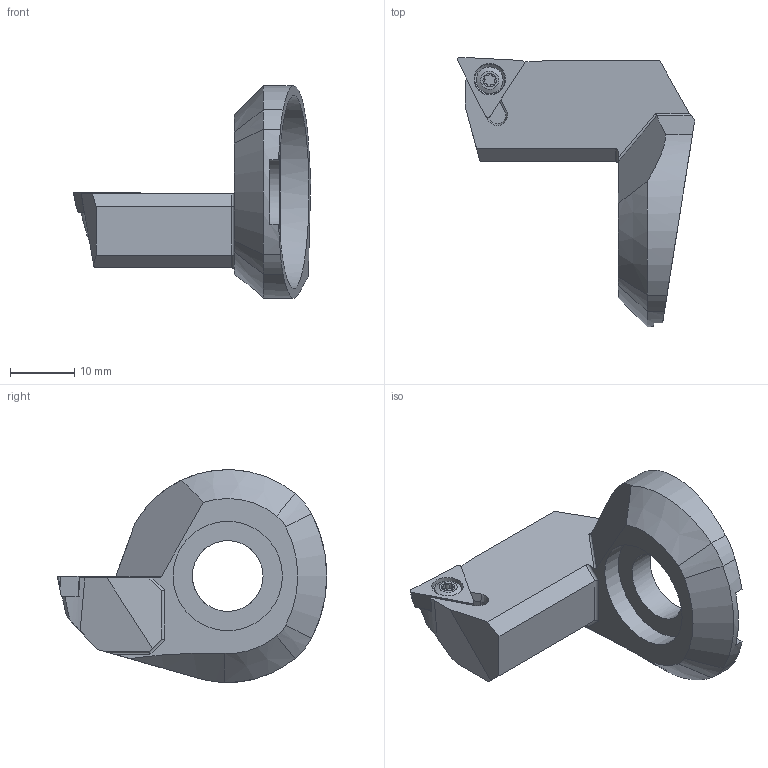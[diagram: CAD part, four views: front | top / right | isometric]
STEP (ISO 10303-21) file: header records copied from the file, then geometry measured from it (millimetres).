
FILE_DESCRIPTION(/* description */ ('STEP AP203'),/* implementation_level */ '2;1');
FILE_NAME(/* name */ 'FBH87-1.stp',/* time_stamp */ '2022-08-05T15:40:32+09:00',/* author */ ('KKK'),/* organization */ (''),/* preprocessor_version */ 'ST-DEVELOPER v18.1',/* originating_system */ 'Autodesk Inventor 2022',/* authorisation */ '');
FILE_SCHEMA (('AUTOMOTIVE_DESIGN { 1 0 10303 214 3 1 1 }'));
Length unit declared in the file: millimetre
Products named in the file (4): AV6.WTI.001.032; AV6-WTI.001.032_A_fertigbearbeitet; TPGH110304; WCA-ER2.001.007_A
Assembly tree (3 placements, depth 2):
  AV6.WTI.001.032
    AV6-WTI.001.032_A_fertigbearbeitet
    TPGH110304
    WCA-ER2.001.007_A
Bounding box: 36.92 x 41.9 x 33.08 mm (x, y, z)
Volume: 8597.9 mm3; surface area: 4460.8 mm2
Topology: 3 solids, 3 shells, 92 faces, 237 edges, 150 vertices
Faces by surface type: plane 38, cylinder 34, cone 14, torus 4, bspline 1, sphere 1
Full cylindrical faces by diameter (mm): 2.5 x1, 3 x1, 3.3 x1, 4.15 x1, 4.9 x1, 11 x1, 17 x1
Entity records: 3112 total; most frequent: CARTESIAN_POINT 698, DIRECTION 497, ORIENTED_EDGE 468, EDGE_CURVE 234, AXIS2_PLACEMENT_3D 182, VERTEX_POINT 150, LINE 133, VECTOR 133
